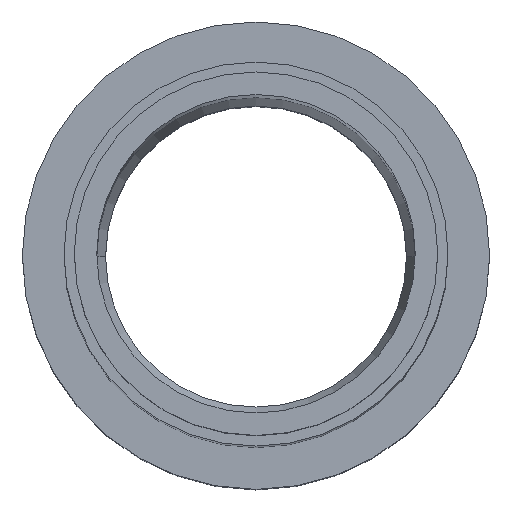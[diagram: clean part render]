
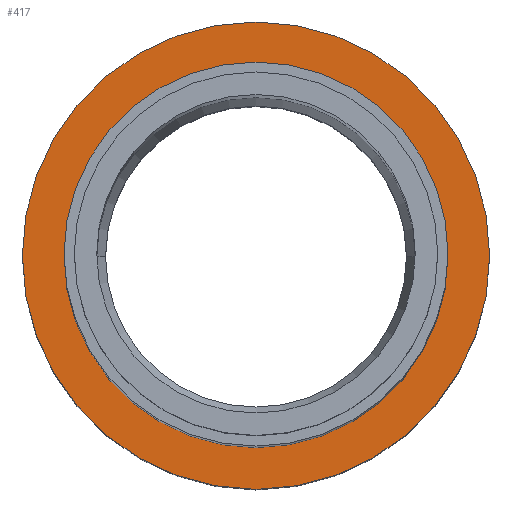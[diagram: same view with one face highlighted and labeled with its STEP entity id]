
A CAD part, top view. The second image highlights one B-rep face of the part: STEP entity #417.
In plain terms, the highlighted planar face has unit normal (0, 0, 1).
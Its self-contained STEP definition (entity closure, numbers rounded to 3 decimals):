
#7 = EDGE_LOOP ( 'NONE', ( #481, #266 ) ) ;
#15 = CARTESIAN_POINT ( 'NONE',  ( 0., 0., -274. ) ) ;
#31 = AXIS2_PLACEMENT_3D ( 'NONE', #542, #137, #313 ) ;
#42 = EDGE_CURVE ( 'NONE', #258, #269, #527, .T. ) ;
#64 = EDGE_CURVE ( 'NONE', #339, #503, #488, .T. ) ;
#68 = CARTESIAN_POINT ( 'NONE',  ( 0., 57.15, -274. ) ) ;
#86 = CIRCLE ( 'NONE', #31, 46.95 ) ;
#122 = FACE_BOUND ( 'NONE', #204, .T. ) ;
#137 = DIRECTION ( 'NONE',  ( 0., 0., 1. ) ) ;
#141 = DIRECTION ( 'NONE',  ( 1., 0., 0. ) ) ;
#147 = ORIENTED_EDGE ( 'NONE', *, *, #42, .F. ) ;
#161 = CARTESIAN_POINT ( 'NONE',  ( 46.95, 0., -274. ) ) ;
#182 = CARTESIAN_POINT ( 'NONE',  ( 0., 0., -274. ) ) ;
#204 = EDGE_LOOP ( 'NONE', ( #356, #147 ) ) ;
#211 = DIRECTION ( 'NONE',  ( 0., 0., 1. ) ) ;
#214 = AXIS2_PLACEMENT_3D ( 'NONE', #15, #211, #388 ) ;
#216 = CIRCLE ( 'NONE', #214, 57.15 ) ;
#227 = AXIS2_PLACEMENT_3D ( 'NONE', #68, #257, #434 ) ;
#257 = DIRECTION ( 'NONE',  ( 0., 0., -1. ) ) ;
#258 = VERTEX_POINT ( 'NONE', #566 ) ;
#265 = CARTESIAN_POINT ( 'NONE',  ( 57.15, 0., -274. ) ) ;
#266 = ORIENTED_EDGE ( 'NONE', *, *, #64, .T. ) ;
#269 = VERTEX_POINT ( 'NONE', #161 ) ;
#298 = FACE_OUTER_BOUND ( 'NONE', #7, .T. ) ;
#313 = DIRECTION ( 'NONE',  ( 1., 0., 0. ) ) ;
#339 = VERTEX_POINT ( 'NONE', #574 ) ;
#356 = ORIENTED_EDGE ( 'NONE', *, *, #569, .F. ) ;
#359 = DIRECTION ( 'NONE',  ( 0., 0., 1. ) ) ;
#362 = CARTESIAN_POINT ( 'NONE',  ( 0., 0., -274. ) ) ;
#388 = DIRECTION ( 'NONE',  ( 1., 0., 0. ) ) ;
#417 = ADVANCED_FACE ( 'NONE', ( #122, #298 ), #480, .F. ) ;
#424 = EDGE_CURVE ( 'NONE', #503, #339, #216, .T. ) ;
#434 = DIRECTION ( 'NONE',  ( -1., 0., 0. ) ) ;
#479 = AXIS2_PLACEMENT_3D ( 'NONE', #362, #546, #141 ) ;
#480 = PLANE ( 'NONE',  #227 ) ;
#481 = ORIENTED_EDGE ( 'NONE', *, *, #424, .T. ) ;
#488 = CIRCLE ( 'NONE', #479, 57.15 ) ;
#503 = VERTEX_POINT ( 'NONE', #265 ) ;
#521 = AXIS2_PLACEMENT_3D ( 'NONE', #182, #359, #543 ) ;
#527 = CIRCLE ( 'NONE', #521, 46.95 ) ;
#542 = CARTESIAN_POINT ( 'NONE',  ( 0., 0., -274. ) ) ;
#543 = DIRECTION ( 'NONE',  ( 1., 0., 0. ) ) ;
#546 = DIRECTION ( 'NONE',  ( 0., 0., 1. ) ) ;
#566 = CARTESIAN_POINT ( 'NONE',  ( -46.95, 0., -274. ) ) ;
#569 = EDGE_CURVE ( 'NONE', #269, #258, #86, .T. ) ;
#574 = CARTESIAN_POINT ( 'NONE',  ( -57.15, 0., -274. ) ) ;
